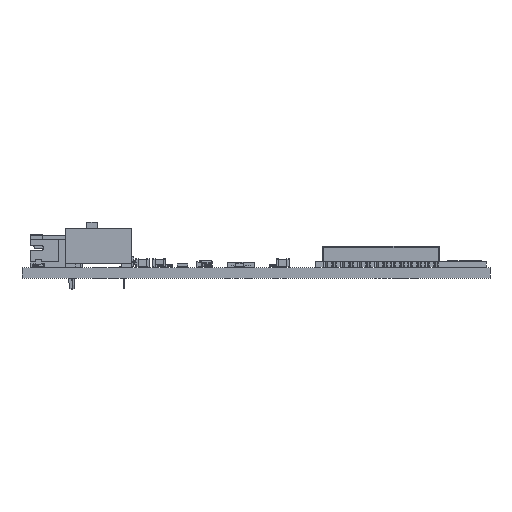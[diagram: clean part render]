
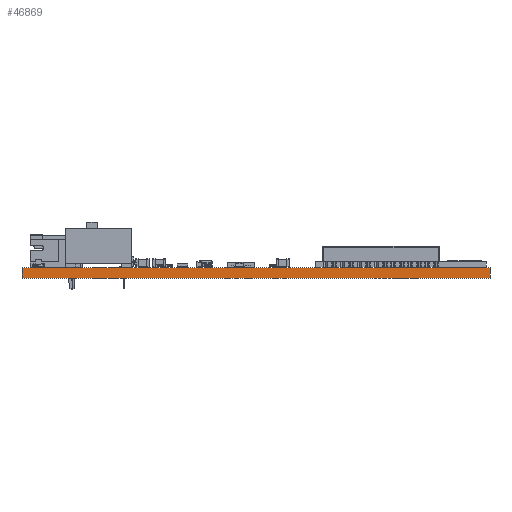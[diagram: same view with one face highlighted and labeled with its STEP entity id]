
A CAD part, front view. The second image highlights one B-rep face of the part: STEP entity #46869.
In plain terms, the highlighted planar face has unit normal (0, -1, 0).
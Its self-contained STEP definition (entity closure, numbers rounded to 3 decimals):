
#46869 = ADVANCED_FACE('',(#46870),#46904,.T.);
#46870 = FACE_BOUND('',#46871,.T.);
#46871 = EDGE_LOOP('',(#46872,#46882,#46890,#46898));
#46872 = ORIENTED_EDGE('',*,*,#46873,.T.);
#46873 = EDGE_CURVE('',#46874,#46876,#46878,.T.);
#46874 = VERTEX_POINT('',#46875);
#46875 = CARTESIAN_POINT('',(135.5,-169.5,0.));
#46876 = VERTEX_POINT('',#46877);
#46877 = CARTESIAN_POINT('',(135.5,-169.5,1.6));
#46878 = LINE('',#46879,#46880);
#46879 = CARTESIAN_POINT('',(135.5,-169.5,0.));
#46880 = VECTOR('',#46881,1.);
#46881 = DIRECTION('',(0.,0.,1.));
#46882 = ORIENTED_EDGE('',*,*,#46883,.T.);
#46883 = EDGE_CURVE('',#46876,#46884,#46886,.T.);
#46884 = VERTEX_POINT('',#46885);
#46885 = CARTESIAN_POINT('',(65.5,-169.5,1.6));
#46886 = LINE('',#46887,#46888);
#46887 = CARTESIAN_POINT('',(135.5,-169.5,1.6));
#46888 = VECTOR('',#46889,1.);
#46889 = DIRECTION('',(-1.,0.,0.));
#46890 = ORIENTED_EDGE('',*,*,#46891,.F.);
#46891 = EDGE_CURVE('',#46892,#46884,#46894,.T.);
#46892 = VERTEX_POINT('',#46893);
#46893 = CARTESIAN_POINT('',(65.5,-169.5,0.));
#46894 = LINE('',#46895,#46896);
#46895 = CARTESIAN_POINT('',(65.5,-169.5,0.));
#46896 = VECTOR('',#46897,1.);
#46897 = DIRECTION('',(0.,0.,1.));
#46898 = ORIENTED_EDGE('',*,*,#46899,.F.);
#46899 = EDGE_CURVE('',#46874,#46892,#46900,.T.);
#46900 = LINE('',#46901,#46902);
#46901 = CARTESIAN_POINT('',(135.5,-169.5,0.));
#46902 = VECTOR('',#46903,1.);
#46903 = DIRECTION('',(-1.,0.,0.));
#46904 = PLANE('',#46905);
#46905 = AXIS2_PLACEMENT_3D('',#46906,#46907,#46908);
#46906 = CARTESIAN_POINT('',(135.5,-169.5,0.));
#46907 = DIRECTION('',(0.,-1.,0.));
#46908 = DIRECTION('',(-1.,0.,0.));
